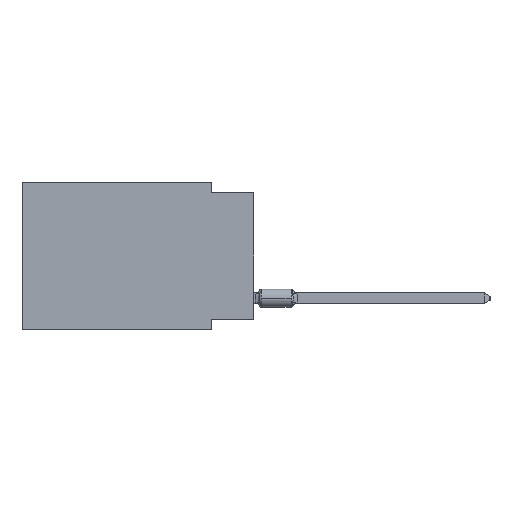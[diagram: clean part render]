
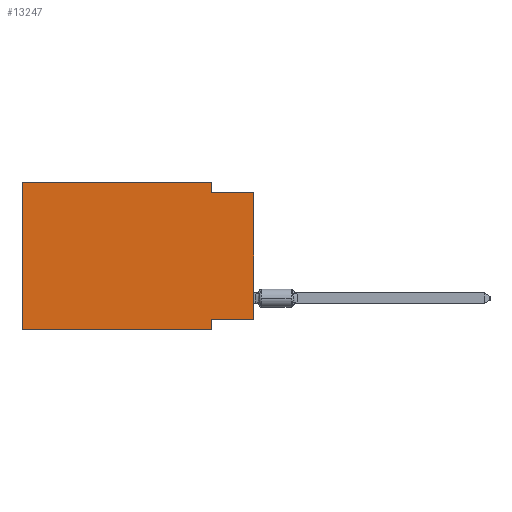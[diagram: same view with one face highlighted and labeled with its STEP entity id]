
A CAD part, left-side view. The second image highlights one B-rep face of the part: STEP entity #13247.
In plain terms, the highlighted planar face has unit normal (-1, 0, 0).
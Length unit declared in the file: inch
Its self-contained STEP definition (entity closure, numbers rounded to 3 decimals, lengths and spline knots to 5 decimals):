
#368 = LINE ( 'NONE', #1101, #12545 ) ;
#442 = VECTOR ( 'NONE', #7012, 39.37008 ) ;
#1101 = CARTESIAN_POINT ( 'NONE',  ( 0., 0., -0.325 ) ) ;
#1112 = VECTOR ( 'NONE', #12583, 39.37008 ) ;
#1380 = VERTEX_POINT ( 'NONE', #2102 ) ;
#1685 = CARTESIAN_POINT ( 'NONE',  ( 0., 0.1, 0. ) ) ;
#1798 = EDGE_CURVE ( 'NONE', #11975, #12031, #6843, .T. ) ;
#1968 = LINE ( 'NONE', #13819, #7687 ) ;
#2019 = ORIENTED_EDGE ( 'NONE', *, *, #10279, .F. ) ;
#2102 = CARTESIAN_POINT ( 'NONE',  ( 0., 0.1, -0.025 ) ) ;
#2310 = EDGE_CURVE ( 'NONE', #6550, #12254, #368, .T. ) ;
#2402 = PLANE ( 'NONE',  #9038 ) ;
#2925 = VERTEX_POINT ( 'NONE', #6210 ) ;
#3068 = CARTESIAN_POINT ( 'NONE',  ( 0., 0.55, 0. ) ) ;
#3488 = LINE ( 'NONE', #3068, #9587 ) ;
#3557 = DIRECTION ( 'NONE',  ( 1., 0., 0. ) ) ;
#3573 = CARTESIAN_POINT ( 'NONE',  ( 0., 0., -0.325 ) ) ;
#3625 = VERTEX_POINT ( 'NONE', #7558 ) ;
#3926 = LINE ( 'NONE', #4830, #4285 ) ;
#3955 = EDGE_CURVE ( 'NONE', #4974, #3625, #1968, .T. ) ;
#4010 = EDGE_CURVE ( 'NONE', #12254, #12031, #3926, .T. ) ;
#4285 = VECTOR ( 'NONE', #12815, 39.37008 ) ;
#4440 = LINE ( 'NONE', #1685, #12817 ) ;
#4591 = CARTESIAN_POINT ( 'NONE',  ( 0., 0.55, -0.35 ) ) ;
#4643 = EDGE_CURVE ( 'NONE', #3625, #1380, #4440, .T. ) ;
#4766 = EDGE_CURVE ( 'NONE', #6550, #2925, #11402, .T. ) ;
#4830 = CARTESIAN_POINT ( 'NONE',  ( 0., 0.1, -0.35 ) ) ;
#4974 = VERTEX_POINT ( 'NONE', #6862 ) ;
#5338 = VECTOR ( 'NONE', #14502, 39.37008 ) ;
#5843 = ORIENTED_EDGE ( 'NONE', *, *, #4643, .F. ) ;
#6210 = CARTESIAN_POINT ( 'NONE',  ( 0., 0., -0.025 ) ) ;
#6526 = DIRECTION ( 'NONE',  ( 0., 0., 1. ) ) ;
#6530 = CARTESIAN_POINT ( 'NONE',  ( 0., 0., 0. ) ) ;
#6550 = VERTEX_POINT ( 'NONE', #3573 ) ;
#6811 = DIRECTION ( 'NONE',  ( 0., 1., 0. ) ) ;
#6843 = LINE ( 'NONE', #4591, #1112 ) ;
#6862 = CARTESIAN_POINT ( 'NONE',  ( 0., 0.55, 0. ) ) ;
#7012 = DIRECTION ( 'NONE',  ( 0., -1., 0. ) ) ;
#7034 = ORIENTED_EDGE ( 'NONE', *, *, #10485, .F. ) ;
#7085 = ORIENTED_EDGE ( 'NONE', *, *, #3955, .F. ) ;
#7392 = ORIENTED_EDGE ( 'NONE', *, *, #2310, .F. ) ;
#7509 = ORIENTED_EDGE ( 'NONE', *, *, #4010, .F. ) ;
#7558 = CARTESIAN_POINT ( 'NONE',  ( 0., 0.1, 0. ) ) ;
#7687 = VECTOR ( 'NONE', #8157, 39.37008 ) ;
#8157 = DIRECTION ( 'NONE',  ( 0., -1., 0. ) ) ;
#9038 = AXIS2_PLACEMENT_3D ( 'NONE', #10398, #3557, #11544 ) ;
#9587 = VECTOR ( 'NONE', #6526, 39.37008 ) ;
#9917 = CARTESIAN_POINT ( 'NONE',  ( 0., 0.55, -0.35 ) ) ;
#10110 = CARTESIAN_POINT ( 'NONE',  ( 0., 0.1, -0.35 ) ) ;
#10279 = EDGE_CURVE ( 'NONE', #11975, #4974, #3488, .T. ) ;
#10398 = CARTESIAN_POINT ( 'NONE',  ( 0., 0.55, 0. ) ) ;
#10459 = CARTESIAN_POINT ( 'NONE',  ( 0., 0., -0.025 ) ) ;
#10485 = EDGE_CURVE ( 'NONE', #1380, #2925, #12426, .T. ) ;
#11402 = LINE ( 'NONE', #6530, #5338 ) ;
#11544 = DIRECTION ( 'NONE',  ( 0., 0., -1. ) ) ;
#11968 = DIRECTION ( 'NONE',  ( 0., 0., -1. ) ) ;
#11975 = VERTEX_POINT ( 'NONE', #9917 ) ;
#12031 = VERTEX_POINT ( 'NONE', #10110 ) ;
#12186 = FACE_OUTER_BOUND ( 'NONE', #12529, .T. ) ;
#12254 = VERTEX_POINT ( 'NONE', #13871 ) ;
#12270 = ORIENTED_EDGE ( 'NONE', *, *, #1798, .T. ) ;
#12426 = LINE ( 'NONE', #10459, #442 ) ;
#12529 = EDGE_LOOP ( 'NONE', ( #13261, #7034, #5843, #7085, #2019, #12270, #7509, #7392 ) ) ;
#12545 = VECTOR ( 'NONE', #6811, 39.37008 ) ;
#12583 = DIRECTION ( 'NONE',  ( 0., -1., 0. ) ) ;
#12815 = DIRECTION ( 'NONE',  ( 0., 0., -1. ) ) ;
#12817 = VECTOR ( 'NONE', #11968, 39.37008 ) ;
#13247 = ADVANCED_FACE ( 'NONE', ( #12186 ), #2402, .F. ) ;
#13261 = ORIENTED_EDGE ( 'NONE', *, *, #4766, .T. ) ;
#13819 = CARTESIAN_POINT ( 'NONE',  ( 0., 0.55, 0. ) ) ;
#13871 = CARTESIAN_POINT ( 'NONE',  ( 0., 0.1, -0.325 ) ) ;
#14502 = DIRECTION ( 'NONE',  ( 0., 0., 1. ) ) ;
